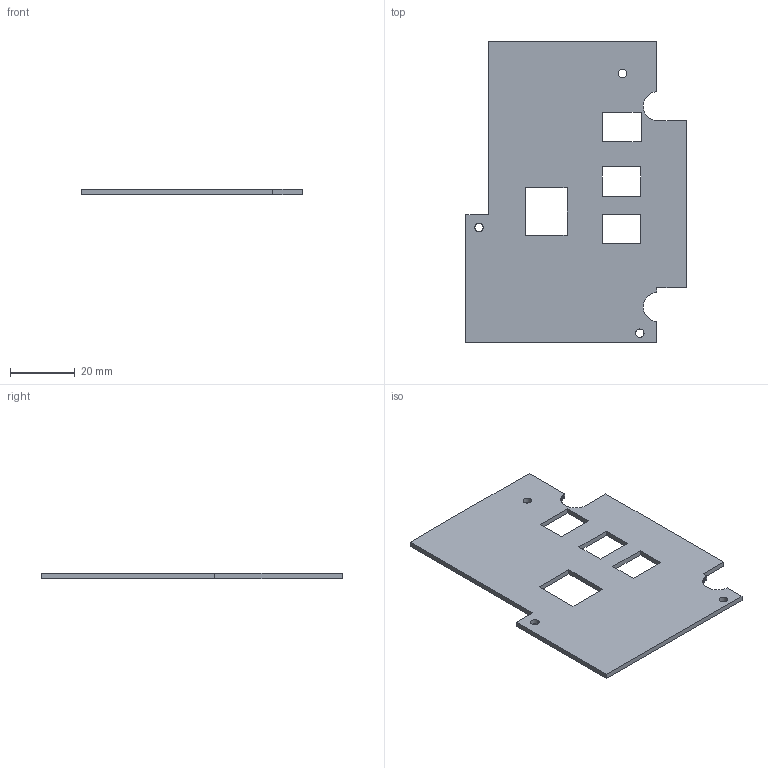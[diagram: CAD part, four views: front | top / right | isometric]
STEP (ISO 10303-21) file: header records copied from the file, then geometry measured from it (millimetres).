
FILE_DESCRIPTION(('KiCad electronic assembly'),'2;1');
FILE_NAME('4905-40010-01 -- Main_V4_Shield.step','2024-09-09T17:32:37',( 'Pcbnew'),('Kicad'),'Open CASCADE STEP processor 7.6', 'KiCad to STEP converter','Unknown');
FILE_SCHEMA(('AUTOMOTIVE_DESIGN { 1 0 10303 214 1 1 1 1 }'));
Length unit declared in the file: millimetre
Products named in the file (2): 4905-40010-01 -- Main_V4_Shield 1; Main_Shield_V44 PCB
Assembly tree (1 placements, depth 2):
  4905-40010-01 -- Main_V4_Shield 1
    Main_Shield_V44 PCB
Bounding box: 68 x 93 x 1.58 mm (x, y, z)
Volume: 7871.5 mm3; surface area: 10813.5 mm2
Topology: 1 solids, 1 shells, 97 faces, 285 edges, 190 vertices
Faces by surface type: plane 94, cylinder 3
Full cylindrical faces by diameter (mm): 2.6 x3
Entity records: 6963 total; most frequent: CARTESIAN_POINT 1180, DIRECTION 1053, LINE 843, VECTOR 843, ORIENTED_EDGE 570, PCURVE 570, DEFINITIONAL_REPRESENTATION 570, EDGE_CURVE 285
